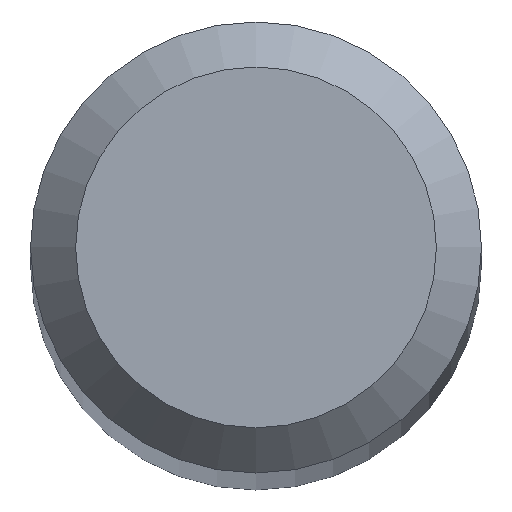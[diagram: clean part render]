
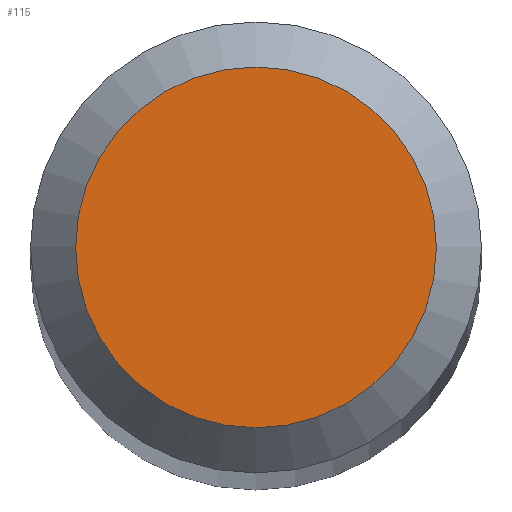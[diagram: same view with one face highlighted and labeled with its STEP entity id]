
A CAD part, top view. The second image highlights one B-rep face of the part: STEP entity #115.
In plain terms, the highlighted planar face has unit normal (0, 0, 1).
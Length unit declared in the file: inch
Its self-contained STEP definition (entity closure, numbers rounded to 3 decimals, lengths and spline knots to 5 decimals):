
#18=PLANE('',#151);
#28=FACE_OUTER_BOUND('',#37,.T.);
#37=EDGE_LOOP('',(#96));
#58=CIRCLE('',#150,0.1);
#66=VERTEX_POINT('',#215);
#77=EDGE_CURVE('',#66,#66,#58,.T.);
#96=ORIENTED_EDGE('',*,*,#77,.F.);
#115=ADVANCED_FACE('',(#28),#18,.F.);
#150=AXIS2_PLACEMENT_3D('',#217,#180,#181);
#151=AXIS2_PLACEMENT_3D('',#218,#182,#183);
#180=DIRECTION('center_axis',(0.,0.,-1.));
#181=DIRECTION('ref_axis',(-1.,0.,0.));
#182=DIRECTION('center_axis',(0.,0.,-1.));
#183=DIRECTION('ref_axis',(-1.,0.,0.));
#215=CARTESIAN_POINT('',(0.1,0.,2.943));
#217=CARTESIAN_POINT('Origin',(0.,0.,2.943));
#218=CARTESIAN_POINT('Origin',(0.,0.,2.943));
